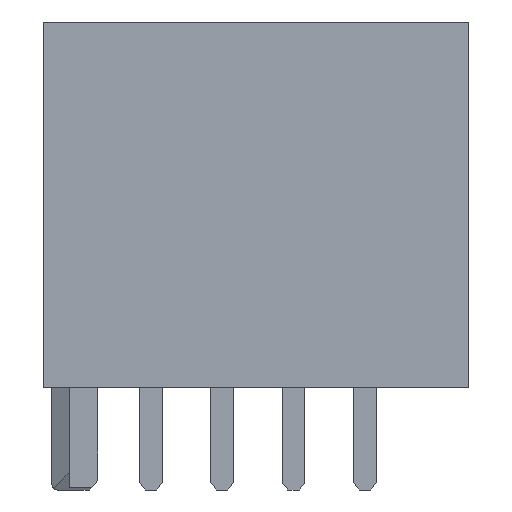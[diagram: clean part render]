
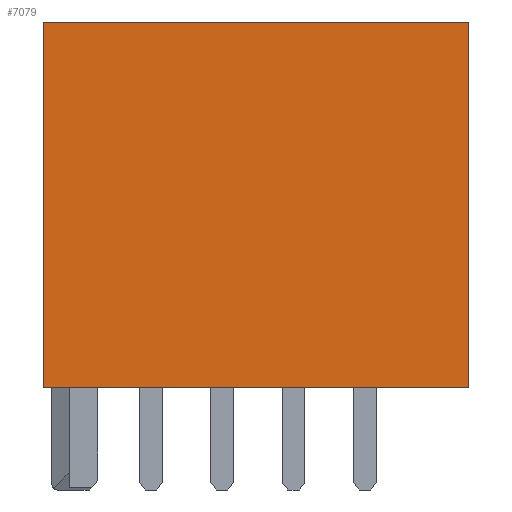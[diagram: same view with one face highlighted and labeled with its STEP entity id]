
A CAD part, left-side view. The second image highlights one B-rep face of the part: STEP entity #7079.
In plain terms, the highlighted planar face has unit normal (-1, 0, 0).
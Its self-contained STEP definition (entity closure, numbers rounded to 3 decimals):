
#826=ORIENTED_EDGE('',*,*,#2155,.F.);
#827=ORIENTED_EDGE('',*,*,#2156,.F.);
#828=ORIENTED_EDGE('',*,*,#2157,.F.);
#829=ORIENTED_EDGE('',*,*,#2158,.F.);
#2155=EDGE_CURVE('',#2784,#2785,#3402,.T.);
#2156=EDGE_CURVE('',#2786,#2784,#3403,.T.);
#2157=EDGE_CURVE('',#2787,#2786,#3404,.T.);
#2158=EDGE_CURVE('',#2785,#2787,#3405,.T.);
#2784=VERTEX_POINT('',#9909);
#2785=VERTEX_POINT('',#9910);
#2786=VERTEX_POINT('',#9912);
#2787=VERTEX_POINT('',#9914);
#3402=LINE('',#9908,#4137);
#3403=LINE('',#9911,#4138);
#3404=LINE('',#9913,#4139);
#3405=LINE('',#9915,#4140);
#4137=VECTOR('',#8337,1000.);
#4138=VECTOR('',#8338,1000.);
#4139=VECTOR('',#8339,1000.);
#4140=VECTOR('',#8340,1000.);
#4488=EDGE_LOOP('',(#826,#827,#828,#829));
#4761=FACE_BOUND('',#4488,.T.);
#5022=PLANE('',#7366);
#7079=ADVANCED_FACE('',(#4761),#5022,.F.);
#7366=AXIS2_PLACEMENT_3D('',#9907,#8335,#8336);
#8335=DIRECTION('',(1.,0.,0.));
#8336=DIRECTION('',(0.,0.,1.));
#8337=DIRECTION('',(0.,0.,-1.));
#8338=DIRECTION('',(0.,-1.,0.));
#8339=DIRECTION('',(0.,0.,1.));
#8340=DIRECTION('',(0.,1.,0.));
#9907=CARTESIAN_POINT('',(-6.,0.,0.));
#9908=CARTESIAN_POINT('',(-6.,-7.45,6.4));
#9909=CARTESIAN_POINT('',(-6.,-7.45,6.4));
#9910=CARTESIAN_POINT('',(-6.,-7.45,-6.4));
#9911=CARTESIAN_POINT('',(-6.,7.45,6.4));
#9912=CARTESIAN_POINT('',(-6.,7.45,6.4));
#9913=CARTESIAN_POINT('',(-6.,7.45,-6.4));
#9914=CARTESIAN_POINT('',(-6.,7.45,-6.4));
#9915=CARTESIAN_POINT('',(-6.,-7.45,-6.4));
